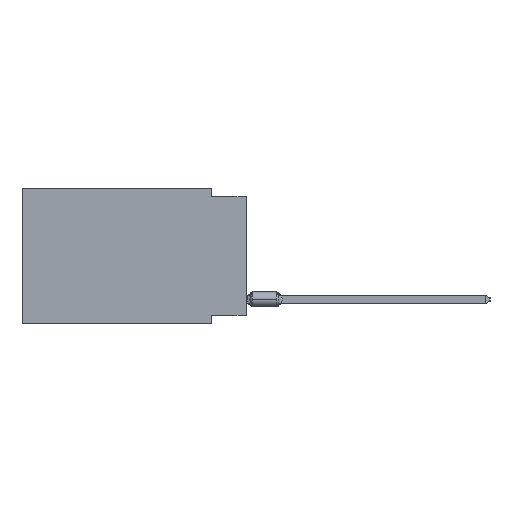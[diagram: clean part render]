
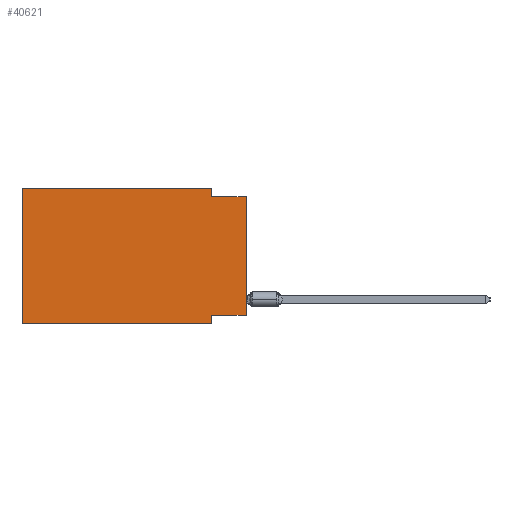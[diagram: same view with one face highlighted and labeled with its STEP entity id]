
A CAD part, left-side view. The second image highlights one B-rep face of the part: STEP entity #40621.
In plain terms, the highlighted planar face has unit normal (-1, 0, 0).
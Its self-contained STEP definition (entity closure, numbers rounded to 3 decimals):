
#289 = CARTESIAN_POINT ( 'NONE',  ( 0., 0., -0.635 ) ) ;
#2924 = ORIENTED_EDGE ( 'NONE', *, *, #4454, .F. ) ;
#3029 = DIRECTION ( 'NONE',  ( 0., 1., 0. ) ) ;
#3836 = DIRECTION ( 'NONE',  ( 0., -1., 0. ) ) ;
#4095 = VECTOR ( 'NONE', #19014, 1000. ) ;
#4454 = EDGE_CURVE ( 'NONE', #6089, #13497, #7388, .T. ) ;
#5133 = VERTEX_POINT ( 'NONE', #30442 ) ;
#5436 = VECTOR ( 'NONE', #25408, 1000. ) ;
#5636 = LINE ( 'NONE', #26080, #30669 ) ;
#6089 = VERTEX_POINT ( 'NONE', #15300 ) ;
#6928 = VECTOR ( 'NONE', #3029, 1000. ) ;
#7388 = LINE ( 'NONE', #27590, #6928 ) ;
#10122 = VERTEX_POINT ( 'NONE', #25552 ) ;
#10206 = EDGE_CURVE ( 'NONE', #13497, #25240, #52761, .T. ) ;
#10244 = ORIENTED_EDGE ( 'NONE', *, *, #51060, .F. ) ;
#10898 = EDGE_CURVE ( 'NONE', #32466, #10122, #12595, .T. ) ;
#11746 = EDGE_CURVE ( 'NONE', #6089, #5133, #5636, .T. ) ;
#12595 = LINE ( 'NONE', #45833, #5436 ) ;
#13497 = VERTEX_POINT ( 'NONE', #17315 ) ;
#13732 = CARTESIAN_POINT ( 'NONE',  ( 0., 16.383, -9.906 ) ) ;
#14322 = VERTEX_POINT ( 'NONE', #34415 ) ;
#14785 = EDGE_LOOP ( 'NONE', ( #23600, #47388, #24810, #22339, #10244, #25724, #18450, #2924 ) ) ;
#15250 = FACE_OUTER_BOUND ( 'NONE', #14785, .T. ) ;
#15300 = CARTESIAN_POINT ( 'NONE',  ( 0., 0., -9.271 ) ) ;
#17315 = CARTESIAN_POINT ( 'NONE',  ( 0., 2.54, -9.271 ) ) ;
#18182 = EDGE_CURVE ( 'NONE', #14322, #25240, #42355, .T. ) ;
#18450 = ORIENTED_EDGE ( 'NONE', *, *, #10206, .F. ) ;
#18556 = DIRECTION ( 'NONE',  ( 0., 0., -1. ) ) ;
#18569 = VECTOR ( 'NONE', #3836, 1000. ) ;
#19014 = DIRECTION ( 'NONE',  ( 0., 0., -1. ) ) ;
#21256 = CARTESIAN_POINT ( 'NONE',  ( 0., 16.383, 0. ) ) ;
#21741 = DIRECTION ( 'NONE',  ( 0., 0., 1. ) ) ;
#22339 = ORIENTED_EDGE ( 'NONE', *, *, #50093, .F. ) ;
#23600 = ORIENTED_EDGE ( 'NONE', *, *, #11746, .T. ) ;
#24810 = ORIENTED_EDGE ( 'NONE', *, *, #10898, .F. ) ;
#25240 = VERTEX_POINT ( 'NONE', #51720 ) ;
#25408 = DIRECTION ( 'NONE',  ( 0., 0., -1. ) ) ;
#25552 = CARTESIAN_POINT ( 'NONE',  ( 0., 2.54, -0.635 ) ) ;
#25724 = ORIENTED_EDGE ( 'NONE', *, *, #18182, .T. ) ;
#26080 = CARTESIAN_POINT ( 'NONE',  ( 0., 0., 0. ) ) ;
#27590 = CARTESIAN_POINT ( 'NONE',  ( 0., 0., -9.271 ) ) ;
#30442 = CARTESIAN_POINT ( 'NONE',  ( 0., 0., -0.635 ) ) ;
#30669 = VECTOR ( 'NONE', #21741, 1000. ) ;
#31387 = VECTOR ( 'NONE', #33801, 1000. ) ;
#32466 = VERTEX_POINT ( 'NONE', #47818 ) ;
#33654 = VECTOR ( 'NONE', #48412, 1000. ) ;
#33801 = DIRECTION ( 'NONE',  ( 0., -1., 0. ) ) ;
#34415 = CARTESIAN_POINT ( 'NONE',  ( 0., 16.383, -9.906 ) ) ;
#35277 = EDGE_CURVE ( 'NONE', #10122, #5133, #41202, .T. ) ;
#35704 = CARTESIAN_POINT ( 'NONE',  ( 0., 16.383, 0. ) ) ;
#36593 = VERTEX_POINT ( 'NONE', #48819 ) ;
#40621 = ADVANCED_FACE ( 'NONE', ( #15250 ), #43596, .F. ) ;
#41202 = LINE ( 'NONE', #289, #18569 ) ;
#41388 = VECTOR ( 'NONE', #46165, 1000. ) ;
#42355 = LINE ( 'NONE', #13732, #41388 ) ;
#43596 = PLANE ( 'NONE',  #45376 ) ;
#44060 = CARTESIAN_POINT ( 'NONE',  ( 0., 2.54, -9.906 ) ) ;
#45376 = AXIS2_PLACEMENT_3D ( 'NONE', #35704, #51755, #18556 ) ;
#45502 = LINE ( 'NONE', #21256, #31387 ) ;
#45833 = CARTESIAN_POINT ( 'NONE',  ( 0., 2.54, 0. ) ) ;
#46165 = DIRECTION ( 'NONE',  ( 0., -1., 0. ) ) ;
#47341 = LINE ( 'NONE', #51684, #33654 ) ;
#47388 = ORIENTED_EDGE ( 'NONE', *, *, #35277, .F. ) ;
#47818 = CARTESIAN_POINT ( 'NONE',  ( 0., 2.54, 0. ) ) ;
#48412 = DIRECTION ( 'NONE',  ( 0., 0., 1. ) ) ;
#48819 = CARTESIAN_POINT ( 'NONE',  ( 0., 16.383, 0. ) ) ;
#50093 = EDGE_CURVE ( 'NONE', #36593, #32466, #45502, .T. ) ;
#51060 = EDGE_CURVE ( 'NONE', #14322, #36593, #47341, .T. ) ;
#51684 = CARTESIAN_POINT ( 'NONE',  ( 0., 16.383, 0. ) ) ;
#51720 = CARTESIAN_POINT ( 'NONE',  ( 0., 2.54, -9.906 ) ) ;
#51755 = DIRECTION ( 'NONE',  ( 1., 0., 0. ) ) ;
#52761 = LINE ( 'NONE', #44060, #4095 ) ;
